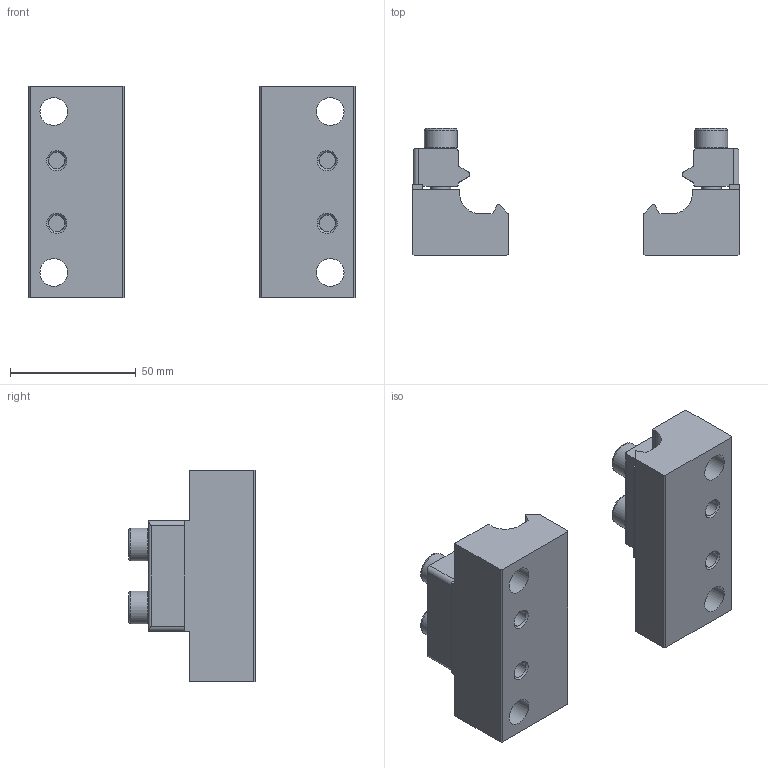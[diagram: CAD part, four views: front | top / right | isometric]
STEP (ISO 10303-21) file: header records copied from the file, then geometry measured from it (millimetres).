
FILE_DESCRIPTION(/* description */ ('STEP AP214'),/* implementation_level */ '2;1');
FILE_NAME(/* name */ '1547780_EAHF-V2-80_100-P',/* time_stamp */ '2024-08-26T17:21:25+02:00',/* author */ ('License CC BY-ND 4.0'),/* organization */ ('CADENAS'),/* preprocessor_version */ 'ST-DEVELOPER v19.3',/* originating_system */ 'PARTsolutions',/* authorisation */ ' ');
FILE_SCHEMA (('AUTOMOTIVE_DESIGN {1 0 10303 214 3 1 1}'));
Length unit declared in the file: millimetre
Products named in the file (4): 1547780 EAHF-V2-80/100-P---(80); 1547780 EAHF-V2-80-P-P2; 1547780 EAHF-V2-80-P-P1; ISO 14579 M8x30(F)
Assembly tree (8 placements, depth 2):
  1547780 EAHF-V2-80/100-P---(80)
    1547780 EAHF-V2-80-P-P2  x2
    1547780 EAHF-V2-80-P-P1  x2
    ISO 14579 M8x30(F)  x4
Bounding box: 130 x 50.45 x 84 mm (x, y, z)
Volume: 155867.1 mm3; surface area: 44434.4 mm2
Topology: 8 solids, 8 shells, 224 faces, 560 edges, 356 vertices
Faces by surface type: cylinder 96, plane 68, cone 48, torus 12
Full cylindrical faces by diameter (mm): 6.647 x4, 8 x4, 9 x6, 11 x4, 13 x4
Entity records: 2606 total; most frequent: CARTESIAN_POINT 563, DIRECTION 395, ORIENTED_EDGE 374, EDGE_CURVE 187, AXIS2_PLACEMENT_3D 149, VERTEX_POINT 133, FACE_BOUND 118, EDGE_LOOP 117
